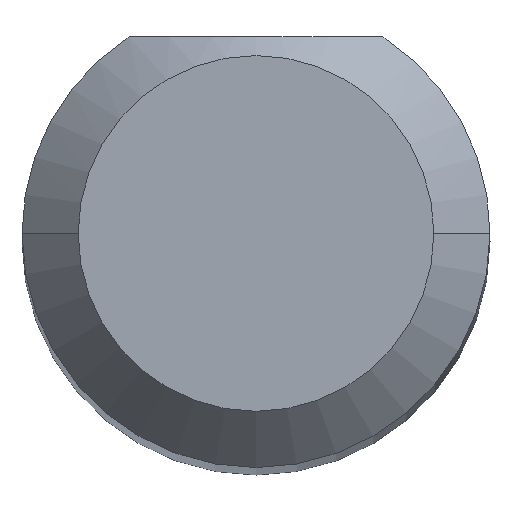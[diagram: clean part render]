
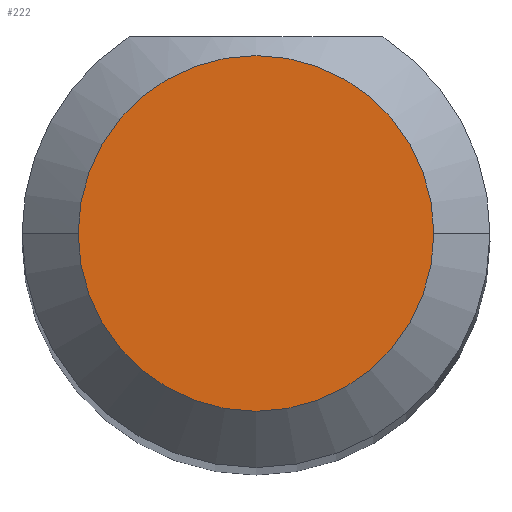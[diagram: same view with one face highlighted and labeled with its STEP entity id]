
A CAD part, top view. The second image highlights one B-rep face of the part: STEP entity #222.
In plain terms, the highlighted planar face has unit normal (0, 0, 1).
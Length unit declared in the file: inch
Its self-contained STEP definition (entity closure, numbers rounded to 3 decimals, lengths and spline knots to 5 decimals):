
#29 = DIRECTION ( 'NONE',  ( 0., 0., 1. ) ) ;
#63 = DIRECTION ( 'NONE',  ( 1., 0., 0. ) ) ;
#65 = PLANE ( 'NONE',  #220 ) ;
#70 = EDGE_CURVE ( 'NONE', #522, #558, #446, .T. ) ;
#77 = CARTESIAN_POINT ( 'NONE',  ( 0.0475, 0., 1.5 ) ) ;
#78 = DIRECTION ( 'NONE',  ( 1., 0., 0. ) ) ;
#87 = ORIENTED_EDGE ( 'NONE', *, *, #70, .T. ) ;
#163 = FACE_OUTER_BOUND ( 'NONE', #207, .T. ) ;
#191 = CARTESIAN_POINT ( 'NONE',  ( 0., 0., 1.5 ) ) ;
#199 = CARTESIAN_POINT ( 'NONE',  ( 0., 0., 1.5 ) ) ;
#207 = EDGE_LOOP ( 'NONE', ( #87, #373 ) ) ;
#213 = EDGE_CURVE ( 'NONE', #558, #522, #419, .T. ) ;
#220 = AXIS2_PLACEMENT_3D ( 'NONE', #318, #29, #539 ) ;
#222 = ADVANCED_FACE ( 'NONE', ( #163 ), #65, .T. ) ;
#318 = CARTESIAN_POINT ( 'NONE',  ( 0., 0., 1.5 ) ) ;
#373 = ORIENTED_EDGE ( 'NONE', *, *, #213, .T. ) ;
#395 = AXIS2_PLACEMENT_3D ( 'NONE', #199, #544, #78 ) ;
#419 = CIRCLE ( 'NONE', #395, 0.0475 ) ;
#442 = DIRECTION ( 'NONE',  ( 0., 0., 1. ) ) ;
#446 = CIRCLE ( 'NONE', #556, 0.0475 ) ;
#522 = VERTEX_POINT ( 'NONE', #538 ) ;
#538 = CARTESIAN_POINT ( 'NONE',  ( -0.0475, 0., 1.5 ) ) ;
#539 = DIRECTION ( 'NONE',  ( 1., 0., 0. ) ) ;
#544 = DIRECTION ( 'NONE',  ( 0., 0., 1. ) ) ;
#556 = AXIS2_PLACEMENT_3D ( 'NONE', #191, #442, #63 ) ;
#558 = VERTEX_POINT ( 'NONE', #77 ) ;
